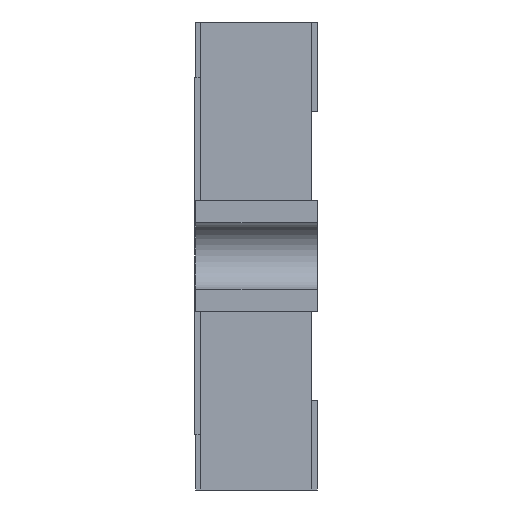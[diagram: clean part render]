
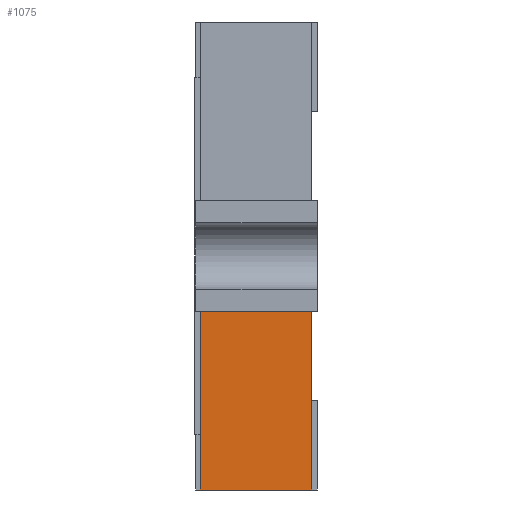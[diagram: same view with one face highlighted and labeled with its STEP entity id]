
A CAD part, left-side view. The second image highlights one B-rep face of the part: STEP entity #1075.
In plain terms, the highlighted planar face has unit normal (-1, 0, 0).
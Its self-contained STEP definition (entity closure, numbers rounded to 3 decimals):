
#24 = CARTESIAN_POINT ( 'NONE',  ( -2., 0., -0.25 ) ) ;
#97 = LINE ( 'NONE', #1185, #4671 ) ;
#450 = VERTEX_POINT ( 'NONE', #4368 ) ;
#466 = DIRECTION ( 'NONE',  ( 0., 0., 1. ) ) ;
#573 = VERTEX_POINT ( 'NONE', #5646 ) ;
#777 = CARTESIAN_POINT ( 'NONE',  ( -2., 0.5, 1.05 ) ) ;
#880 = CARTESIAN_POINT ( 'NONE',  ( -2., 0., 1.05 ) ) ;
#1075 = ADVANCED_FACE ( 'NONE', ( #5450 ), #4146, .F. ) ;
#1185 = CARTESIAN_POINT ( 'NONE',  ( -2., 0.5, -1.05 ) ) ;
#1280 = CARTESIAN_POINT ( 'NONE',  ( -2., 0.5, 1.05 ) ) ;
#1850 = VECTOR ( 'NONE', #3438, 1000. ) ;
#2092 = LINE ( 'NONE', #880, #2584 ) ;
#2228 = AXIS2_PLACEMENT_3D ( 'NONE', #1280, #4366, #5680 ) ;
#2341 = ORIENTED_EDGE ( 'NONE', *, *, #3249, .T. ) ;
#2470 = ORIENTED_EDGE ( 'NONE', *, *, #3583, .T. ) ;
#2482 = EDGE_LOOP ( 'NONE', ( #2341, #3742, #5553, #2470 ) ) ;
#2584 = VECTOR ( 'NONE', #466, 1000. ) ;
#2644 = DIRECTION ( 'NONE',  ( 0., 1., 0. ) ) ;
#3249 = EDGE_CURVE ( 'NONE', #450, #5189, #2092, .T. ) ;
#3273 = EDGE_CURVE ( 'NONE', #5189, #4534, #4828, .T. ) ;
#3356 = CARTESIAN_POINT ( 'NONE',  ( -2., 0., -0.25 ) ) ;
#3438 = DIRECTION ( 'NONE',  ( 0., 0., 1. ) ) ;
#3583 = EDGE_CURVE ( 'NONE', #573, #450, #97, .T. ) ;
#3642 = VECTOR ( 'NONE', #2644, 1000. ) ;
#3742 = ORIENTED_EDGE ( 'NONE', *, *, #3273, .T. ) ;
#4146 = PLANE ( 'NONE',  #2228 ) ;
#4261 = DIRECTION ( 'NONE',  ( 0., -1., 0. ) ) ;
#4341 = LINE ( 'NONE', #777, #1850 ) ;
#4355 = EDGE_CURVE ( 'NONE', #573, #4534, #4341, .T. ) ;
#4366 = DIRECTION ( 'NONE',  ( 1., 0., 0. ) ) ;
#4368 = CARTESIAN_POINT ( 'NONE',  ( -2., 0., -1.05 ) ) ;
#4534 = VERTEX_POINT ( 'NONE', #5088 ) ;
#4671 = VECTOR ( 'NONE', #4261, 1000. ) ;
#4828 = LINE ( 'NONE', #24, #3642 ) ;
#5088 = CARTESIAN_POINT ( 'NONE',  ( -2., 0.5, -0.25 ) ) ;
#5189 = VERTEX_POINT ( 'NONE', #3356 ) ;
#5450 = FACE_OUTER_BOUND ( 'NONE', #2482, .T. ) ;
#5553 = ORIENTED_EDGE ( 'NONE', *, *, #4355, .F. ) ;
#5646 = CARTESIAN_POINT ( 'NONE',  ( -2., 0.5, -1.05 ) ) ;
#5680 = DIRECTION ( 'NONE',  ( 0., 0., -1. ) ) ;
